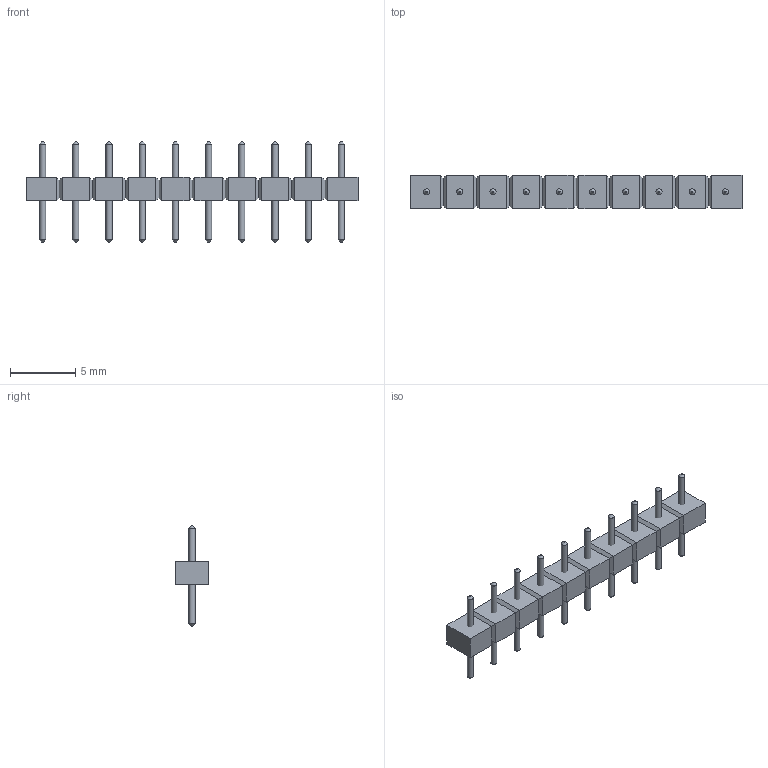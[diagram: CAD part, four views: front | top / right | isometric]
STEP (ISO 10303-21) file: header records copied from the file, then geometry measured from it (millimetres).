
FILE_DESCRIPTION(('FreeCAD Model'),'2;1');
FILE_NAME('474513.2.1.stp','2020-06-11T06:32:11',( 'Author'),(''),'Open CASCADE STEP processor 6.9','FreeCAD','Unknown' );
FILE_SCHEMA(('AUTOMOTIVE_DESIGN { 1 0 10303 214 1 1 1 1 }'));
Length unit declared in the file: millimetre
Products named in the file (3): ASSEMBLY; Body; LeadsArray
Assembly tree (2 placements, depth 2):
  ASSEMBLY
    Body
    LeadsArray
Bounding box: 25.4 x 2.54 x 7.7 mm (x, y, z)
Volume: 123.6 mm3; surface area: 348.4 mm2
Topology: 11 solids, 11 shells, 164 faces, 298 edges, 156 vertices
Faces by surface type: plane 134, cone 20, cylinder 10
Full cylindrical faces by diameter (mm): 0.46 x10
Entity records: 7617 total; most frequent: CARTESIAN_POINT 1401, DIRECTION 1084, LINE 650, VECTOR 650, ORIENTED_EDGE 596, PCURVE 596, DEFINITIONAL_REPRESENTATION 596, EDGE_CURVE 298
